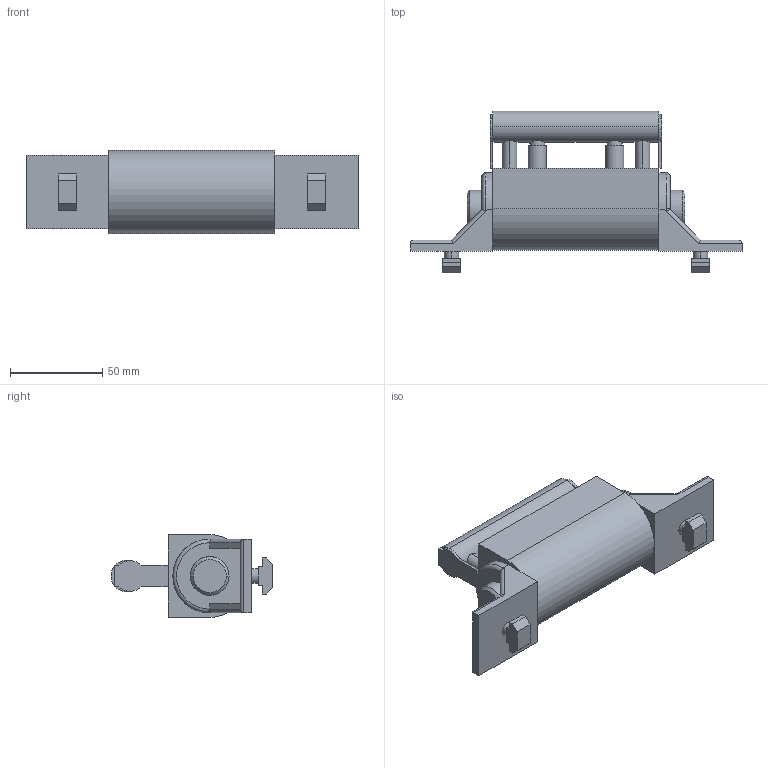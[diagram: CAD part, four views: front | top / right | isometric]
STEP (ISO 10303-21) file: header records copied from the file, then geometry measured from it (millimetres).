
FILE_DESCRIPTION(('STEP AP214'),'1');
FILE_NAME('cctmp_A77046B2-7AB1-47A1-A783-4C115A49295D_2024_01_25_16_08_01_0841_10028..stp','2024-01-25T15:08:02',('Bosch Rexroth AG'),('CADClick - www.CADClick.com'),'Spatial InterOp 3D',' ','unknown authorization - (Healing Option Enabled)');
FILE_SCHEMA(('AUTOMOTIVE_DESIGN'));
Length unit declared in the file: millimetre
Products named in the file (1): 2024_01_25_16_08_01_0826
Bounding box: 180 x 87.8 x 45 mm (x, y, z)
Volume: 221836.6 mm3; surface area: 44098.3 mm2
Topology: 1 solids, 1 shells, 187 faces, 490 edges, 310 vertices
Faces by surface type: plane 114, cylinder 55, cone 12, torus 6
Entity records: 7474 total; most frequent: CARTESIAN_POINT 1270, ORIENTED_EDGE 980, DIRECTION 964, EDGE_CURVE 490, LINE 340, VECTOR 340, AXIS2_PLACEMENT_3D 312, VERTEX_POINT 310
